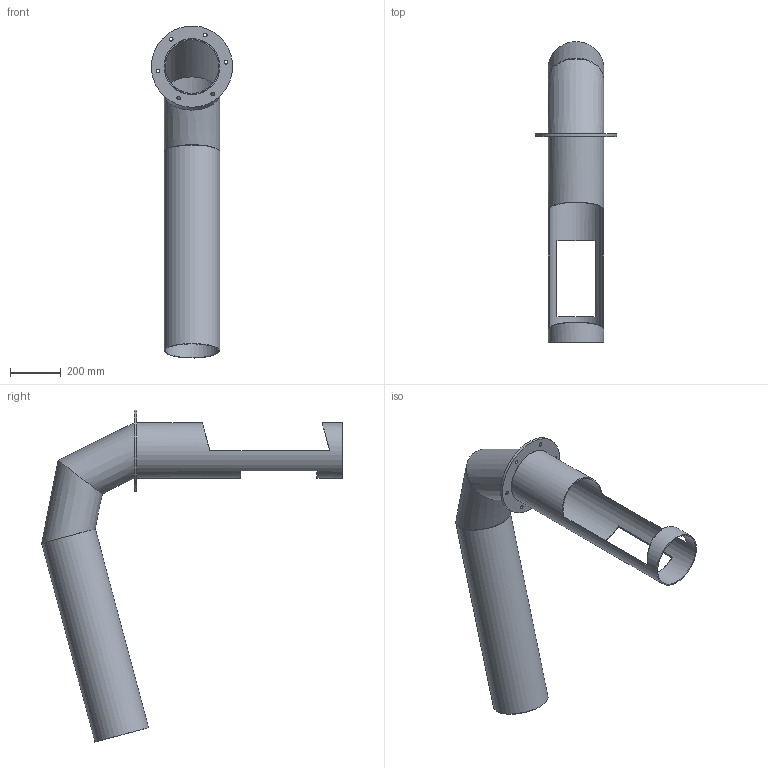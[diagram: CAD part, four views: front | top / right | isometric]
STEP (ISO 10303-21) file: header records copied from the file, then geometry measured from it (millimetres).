
FILE_DESCRIPTION((''),'2;1');
FILE_NAME('CAD-01-WH.stp','2013-08-28T09:45:43',('Walter'),(''),'Autodesk Inventor 2013','Autodesk Inventor 2013','');
FILE_SCHEMA(('AUTOMOTIVE_DESIGN { 1 0 10303 214 1 1 1 1 }'));
Length unit declared in the file: millimetre
Products named in the file (5): CAD-01-WH; Rohr_Förderer; Flansch; Abgang; Übergangsbogen-WH
Assembly tree (4 placements, depth 2):
  CAD-01-WH
    Rohr_Förderer
    Flansch
    Abgang
    Übergangsbogen-WH
Bounding box: 319.62 x 1183.95 x 1306.91 mm (x, y, z)
Volume: 5164615.1 mm3; surface area: 2507552.7 mm2
Topology: 4 solids, 4 shells, 34 faces, 89 edges, 57 vertices
Faces by surface type: plane 14, cylinder 12, bspline 8
Full cylindrical faces by diameter (mm): 14 x6, 211 x2, 219 x2, 220 x1, 320 x1
Entity records: 2137 total; most frequent: CARTESIAN_POINT 1210, DIRECTION 166, ORIENTED_EDGE 136, AXIS2_PLACEMENT_3D 73, EDGE_CURVE 68, EDGE_LOOP 68, VERTEX_POINT 50, CIRCLE 34
